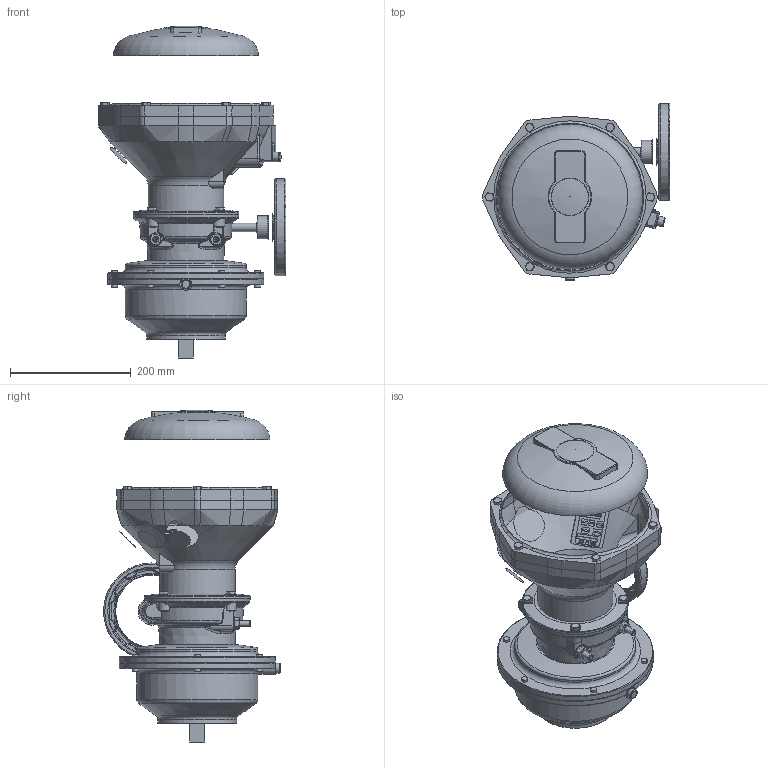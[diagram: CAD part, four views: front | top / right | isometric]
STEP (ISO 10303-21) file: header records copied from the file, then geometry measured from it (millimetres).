
FILE_DESCRIPTION(/* description */ ('STEP AP214'),/* implementation_level */ '2;1');
FILE_NAME(/* name */ 'FQ(X)18.step',/* time_stamp */ '2025-07-17T13:24:54+02:00',/* author */ (''),/* organization */ (''),/* preprocessor_version */ 'ST-DEVELOPER v20.1',/* originating_system */ 'Autodesk Translation Framework v14.10.0.0',/* authorisation */ '');
FILE_SCHEMA (('AUTOMOTIVE_DESIGN { 1 0 10303 214 3 1 1 }'));
Length unit declared in the file: millimetre
Products named in the file (1): Z251500
Bounding box: 310.06 x 292.5 x 548.8 mm (x, y, z)
Volume: 17094605 mm3; surface area: 565171.4 mm2
Topology: 1 solids, 1 shells, 1121 faces, 2866 edges, 1804 vertices
Faces by surface type: plane 555, bspline 196, torus 148, cylinder 142, cone 75, sphere 5
Full cylindrical faces by diameter (mm): 0.66 x2, 10 x14, 10.2 x4, 13.4 x1, 14 x2, 16 x4, 20 x2, 22 x1, 26 x1, 38 x1, 40 x1, 61 x1, 62 x1, 122 x1, 125 x1, 130 x1, 160 x1, 175 x1, 200 x2, 258 x1
Entity records: 50188 total; most frequent: CARTESIAN_POINT 23398, ORIENTED_EDGE 5668, DIRECTION 4841, EDGE_CURVE 2834, VERTEX_POINT 1804, AXIS2_PLACEMENT_3D 1719, LINE 1403, VECTOR 1403
